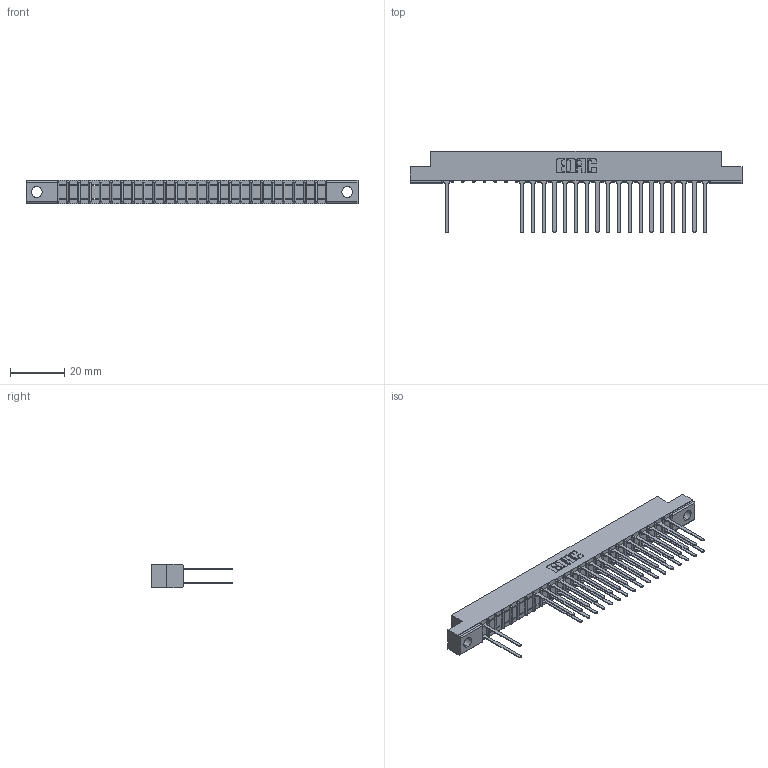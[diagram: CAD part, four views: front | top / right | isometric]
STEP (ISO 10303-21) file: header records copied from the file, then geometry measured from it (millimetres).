
FILE_DESCRIPTION (( 'STEP AP203' ), '1' );
FILE_NAME ('307-050-540-202.STEP', '2018-08-06T04:28:44', ( '' ), ( '' ), 'SwSTEP 2.0', 'SolidWorks 2016', '' );
FILE_SCHEMA (( 'CONFIG_CONTROL_DESIGN' ));
Length unit declared in the file: inch
Products named in the file (3): 307 Part_.128 Dia Mounting Holes; 307-290-001_540; 307-050-540-202
Assembly tree (38 placements, depth 2):
  307-050-540-202
    307 Part_.128 Dia Mounting Holes
    307-290-001_540  x37
Bounding box: 122.07 x 30 x 8.71 mm (x, y, z)
Volume: 7934.9 mm3; surface area: 14203.2 mm2
Topology: 38 solids, 38 shells, 1976 faces, 5549 edges, 3578 vertices
Faces by surface type: plane 1295, cylinder 629, sphere 52
Entity records: 23882 total; most frequent: CARTESIAN_POINT 3964, ORIENTED_EDGE 3938, DIRECTION 3877, EDGE_CURVE 1969, VECTOR 1503, LINE 1503, VERTEX_POINT 1274, AXIS2_PLACEMENT_3D 1187
